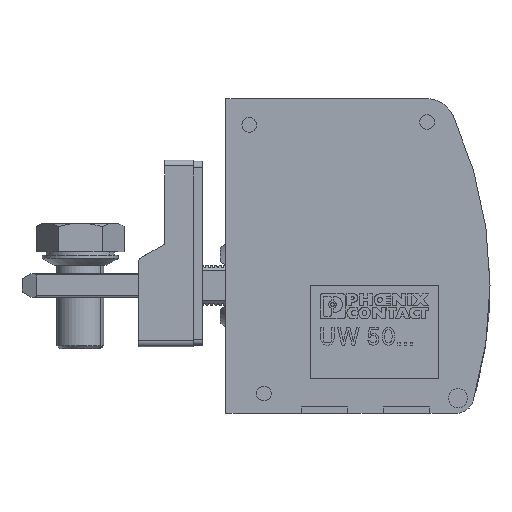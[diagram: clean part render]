
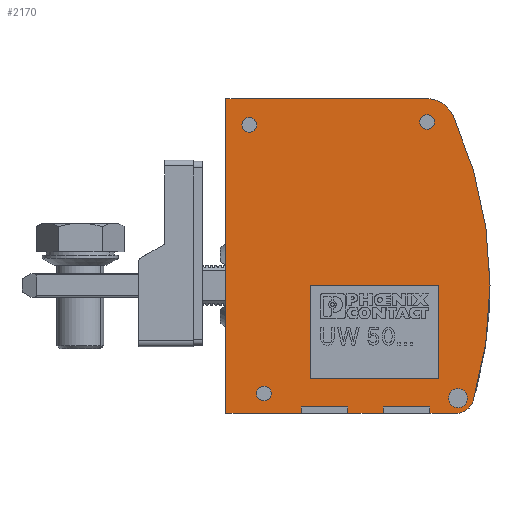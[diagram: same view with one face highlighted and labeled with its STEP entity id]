
A CAD part, left-side view. The second image highlights one B-rep face of the part: STEP entity #2170.
In plain terms, the highlighted face is planar.
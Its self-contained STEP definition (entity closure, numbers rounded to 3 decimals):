
#10=CARTESIAN_POINT('',(27.94,2.4,
-68.117));
#20=DIRECTION('',(0.,0.,-1.));
#30=DIRECTION('',(1.,0.,0.));
#40=AXIS2_PLACEMENT_3D('',#10,#20,#30);
#50=PLANE('',#40);
#60=CARTESIAN_POINT('',(2.,7.4,
-68.117));
#70=DIRECTION('',(0.,0.,1.));
#80=DIRECTION('',(-1.,0.,0.));
#90=AXIS2_PLACEMENT_3D('',#60,#70,#80);
#100=CIRCLE('',#90,70.);
#110=CARTESIAN_POINT('',(65.675,-21.677,
-68.117));
#120=VERTEX_POINT('',#110);
#130=CARTESIAN_POINT('',(69.126,27.251,
-68.117));
#140=VERTEX_POINT('',#130);
#150=EDGE_CURVE('',#120,#140,#100,.T.);
#160=ORIENTED_EDGE('',*,*,#150,.F.);
#170=CARTESIAN_POINT('',(66.25,26.4,
-68.117));
#180=DIRECTION('',(0.,0.,1.));
#190=DIRECTION('',(-1.,0.,0.));
#200=AXIS2_PLACEMENT_3D('',#170,#180,#190);
#210=CIRCLE('',#200,3.);
#220=CARTESIAN_POINT('',(66.25,29.4,
-68.117));
#230=VERTEX_POINT('',#220);
#240=EDGE_CURVE('',#140,#230,#210,.T.);
#250=ORIENTED_EDGE('',*,*,#240,.F.);
#260=CARTESIAN_POINT('',(42.517,29.4,
-68.117));
#270=DIRECTION('',(1.,0.,0.));
#280=VECTOR('',#270,1.);
#290=LINE('',#260,#280);
#300=CARTESIAN_POINT('',(61.7,29.4,
-68.117));
#310=VERTEX_POINT('',#300);
#320=EDGE_CURVE('',#310,#230,#290,.T.);
#330=ORIENTED_EDGE('',*,*,#320,.T.);
#340=CARTESIAN_POINT('',(61.7,29.35,
-68.117));
#350=DIRECTION('',(0.,-1.,0.));
#360=VECTOR('',#350,1.);
#370=LINE('',#340,#360);
#380=CARTESIAN_POINT('',(61.7,28.3,
-68.117));
#390=VERTEX_POINT('',#380);
#400=EDGE_CURVE('',#310,#390,#370,.T.);
#410=ORIENTED_EDGE('',*,*,#400,.F.);
#420=CARTESIAN_POINT('',(22.922,28.3,
-68.117));
#430=DIRECTION('',(-1.,0.,0.));
#440=VECTOR('',#430,1.);
#450=LINE('',#420,#440);
#460=CARTESIAN_POINT('',(53.7,28.3,
-68.117));
#470=VERTEX_POINT('',#460);
#480=EDGE_CURVE('',#390,#470,#450,.T.);
#490=ORIENTED_EDGE('',*,*,#480,.F.);
#500=CARTESIAN_POINT('',(53.7,29.35,
-68.117));
#510=DIRECTION('',(0.,1.,0.));
#520=VECTOR('',#510,1.);
#530=LINE('',#500,#520);
#540=CARTESIAN_POINT('',(53.7,29.4,
-68.117));
#550=VERTEX_POINT('',#540);
#560=EDGE_CURVE('',#470,#550,#530,.T.);
#570=ORIENTED_EDGE('',*,*,#560,.F.);
#580=CARTESIAN_POINT('',(42.517,29.4,
-68.117));
#590=DIRECTION('',(1.,0.,0.));
#600=VECTOR('',#590,1.);
#610=LINE('',#580,#600);
#620=CARTESIAN_POINT('',(47.6,29.4,
-68.117));
#630=VERTEX_POINT('',#620);
#640=EDGE_CURVE('',#630,#550,#610,.T.);
#650=ORIENTED_EDGE('',*,*,#640,.T.);
#660=CARTESIAN_POINT('',(47.6,29.35,
-68.117));
#670=DIRECTION('',(0.,-1.,0.));
#680=VECTOR('',#670,1.);
#690=LINE('',#660,#680);
#700=CARTESIAN_POINT('',(47.6,28.3,
-68.117));
#710=VERTEX_POINT('',#700);
#720=EDGE_CURVE('',#630,#710,#690,.T.);
#730=ORIENTED_EDGE('',*,*,#720,.F.);
#740=CARTESIAN_POINT('',(25.522,28.3,
-68.117));
#750=DIRECTION('',(-1.,0.,0.));
#760=VECTOR('',#750,1.);
#770=LINE('',#740,#760);
#780=CARTESIAN_POINT('',(39.6,28.3,
-68.117));
#790=VERTEX_POINT('',#780);
#800=EDGE_CURVE('',#710,#790,#770,.T.);
#810=ORIENTED_EDGE('',*,*,#800,.F.);
#820=CARTESIAN_POINT('',(39.6,29.35,
-68.117));
#830=DIRECTION('',(0.,1.,0.));
#840=VECTOR('',#830,1.);
#850=LINE('',#820,#840);
#860=CARTESIAN_POINT('',(39.6,29.4,
-68.117));
#870=VERTEX_POINT('',#860);
#880=EDGE_CURVE('',#790,#870,#850,.T.);
#890=ORIENTED_EDGE('',*,*,#880,.F.);
#900=CARTESIAN_POINT('',(27.517,29.4,
-68.117));
#910=DIRECTION('',(-1.,0.,0.));
#920=VECTOR('',#910,1.);
#930=LINE('',#900,#920);
#940=CARTESIAN_POINT('',(26.7,29.4,
-68.117));
#950=VERTEX_POINT('',#940);
#960=EDGE_CURVE('',#870,#950,#930,.T.);
#970=ORIENTED_EDGE('',*,*,#960,.F.);
#980=CARTESIAN_POINT('',(26.7,27.931,
-68.117));
#990=DIRECTION('',(0.,-1.,0.));
#1000=VECTOR('',#990,1.);
#1010=LINE('',#980,#1000);
#1020=CARTESIAN_POINT('',(26.7,-24.6,
-68.117));
#1030=VERTEX_POINT('',#1020);
#1040=EDGE_CURVE('',#950,#1030,#1010,.T.);
#1050=ORIENTED_EDGE('',*,*,#1040,.F.);
#1060=CARTESIAN_POINT('',(28.931,-24.6,
-68.117));
#1070=DIRECTION('',(-1.,0.,0.));
#1080=VECTOR('',#1070,1.);
#1090=LINE('',#1060,#1080);
#1100=CARTESIAN_POINT('',(61.127,-24.6,
-68.117));
#1110=VERTEX_POINT('',#1100);
#1120=EDGE_CURVE('',#1110,#1030,#1090,.T.);
#1130=ORIENTED_EDGE('',*,*,#1120,.T.);
#1140=CARTESIAN_POINT('',(61.127,-19.6,
-68.117));
#1150=DIRECTION('',(0.,0.,1.));
#1160=DIRECTION('',(-1.,-0.026,
0.));
#1170=AXIS2_PLACEMENT_3D('',#1140,#1150,#1160);
#1180=CIRCLE('',#1170,5.);
#1190=EDGE_CURVE('',#1110,#120,#1180,.T.);
#1200=ORIENTED_EDGE('',*,*,#1190,.F.);
#1210=EDGE_LOOP('',(#1200,#1130,#1050,#970,#890,#810,#730,#650,#570,#490
,#410,#330,#250,#160));
#1220=FACE_OUTER_BOUND('',#1210,.T.);
#1230=CARTESIAN_POINT('',(66.5,26.8,
-68.117));
#1240=DIRECTION('',(0.,0.,1.));
#1250=DIRECTION('',(1.,0.,0.));
#1260=AXIS2_PLACEMENT_3D('',#1230,#1240,#1250);
#1270=CIRCLE('',#1260,1.631);
#1280=CARTESIAN_POINT('',(68.131,26.8,
-68.117));
#1290=VERTEX_POINT('',#1280);
#1300=CARTESIAN_POINT('',(64.869,26.8,
-68.117));
#1310=VERTEX_POINT('',#1300);
#1320=EDGE_CURVE('',#1290,#1310,#1270,.T.);
#1330=ORIENTED_EDGE('',*,*,#1320,.T.);
#1340=EDGE_CURVE('',#1310,#1290,#1270,.T.);
#1350=ORIENTED_EDGE('',*,*,#1340,.T.);
#1360=EDGE_LOOP('',(#1350,#1330));
#1370=FACE_BOUND('',#1360,.T.);
#1380=CARTESIAN_POINT('',(30.7,-20.1,
-68.117));
#1390=DIRECTION('',(0.,0.,-1.));
#1400=DIRECTION('',(-1.,0.,0.));
#1410=AXIS2_PLACEMENT_3D('',#1380,#1390,#1400);
#1420=CIRCLE('',#1410,1.269);
#1430=CARTESIAN_POINT('',(29.431,-20.1,
-68.117));
#1440=VERTEX_POINT('',#1430);
#1450=CARTESIAN_POINT('',(31.969,-20.1,
-68.117));
#1460=VERTEX_POINT('',#1450);
#1470=EDGE_CURVE('',#1440,#1460,#1420,.T.);
#1480=ORIENTED_EDGE('',*,*,#1470,.F.);
#1490=EDGE_CURVE('',#1460,#1440,#1420,.T.);
#1500=ORIENTED_EDGE('',*,*,#1490,.F.);
#1510=EDGE_LOOP('',(#1500,#1480));
#1520=FACE_BOUND('',#1510,.T.);
#1530=CARTESIAN_POINT('',(61.2,-20.6,
-68.117));
#1540=DIRECTION('',(0.,0.,1.));
#1550=DIRECTION('',(1.,0.,0.));
#1560=AXIS2_PLACEMENT_3D('',#1530,#1540,#1550);
#1570=CIRCLE('',#1560,1.269);
#1580=CARTESIAN_POINT('',(62.469,-20.6,
-68.117));
#1590=VERTEX_POINT('',#1580);
#1600=CARTESIAN_POINT('',(59.931,-20.6,
-68.117));
#1610=VERTEX_POINT('',#1600);
#1620=EDGE_CURVE('',#1590,#1610,#1570,.T.);
#1630=ORIENTED_EDGE('',*,*,#1620,.T.);
#1640=EDGE_CURVE('',#1610,#1590,#1570,.T.);
#1650=ORIENTED_EDGE('',*,*,#1640,.T.);
#1660=EDGE_LOOP('',(#1650,#1630));
#1670=FACE_BOUND('',#1660,.T.);
#1680=CARTESIAN_POINT('',(33.2,26.,
-68.117));
#1690=DIRECTION('',(0.,0.,1.));
#1700=DIRECTION('',(1.,0.,0.));
#1710=AXIS2_PLACEMENT_3D('',#1680,#1690,#1700);
#1720=CIRCLE('',#1710,1.269);
#1730=CARTESIAN_POINT('',(34.469,26.,
-68.117));
#1740=VERTEX_POINT('',#1730);
#1750=CARTESIAN_POINT('',(31.931,26.,
-68.117));
#1760=VERTEX_POINT('',#1750);
#1770=EDGE_CURVE('',#1740,#1760,#1720,.T.);
#1780=ORIENTED_EDGE('',*,*,#1770,.T.);
#1790=EDGE_CURVE('',#1760,#1740,#1720,.T.);
#1800=ORIENTED_EDGE('',*,*,#1790,.T.);
#1810=EDGE_LOOP('',(#1800,#1780));
#1820=FACE_BOUND('',#1810,.T.);
#1830=CARTESIAN_POINT('',(27.94,7.4,
-68.117));
#1840=DIRECTION('',(-1.,0.,0.));
#1850=VECTOR('',#1840,1.);
#1860=LINE('',#1830,#1850);
#1870=CARTESIAN_POINT('',(63.2,7.4,
-68.117));
#1880=VERTEX_POINT('',#1870);
#1890=CARTESIAN_POINT('',(41.2,7.4,
-68.117));
#1900=VERTEX_POINT('',#1890);
#1910=EDGE_CURVE('',#1880,#1900,#1860,.T.);
#1920=ORIENTED_EDGE('',*,*,#1910,.F.);
#1930=CARTESIAN_POINT('',(41.2,2.4,
-68.117));
#1940=DIRECTION('',(0.,1.,0.));
#1950=VECTOR('',#1940,1.);
#1960=LINE('',#1930,#1950);
#1970=CARTESIAN_POINT('',(41.2,23.4,
-68.117));
#1980=VERTEX_POINT('',#1970);
#1990=EDGE_CURVE('',#1900,#1980,#1960,.T.);
#2000=ORIENTED_EDGE('',*,*,#1990,.F.);
#2010=CARTESIAN_POINT('',(27.94,23.4,
-68.117));
#2020=DIRECTION('',(1.,0.,0.));
#2030=VECTOR('',#2020,1.);
#2040=LINE('',#2010,#2030);
#2050=CARTESIAN_POINT('',(63.2,23.4,
-68.117));
#2060=VERTEX_POINT('',#2050);
#2070=EDGE_CURVE('',#1980,#2060,#2040,.T.);
#2080=ORIENTED_EDGE('',*,*,#2070,.F.);
#2090=CARTESIAN_POINT('',(63.2,2.4,
-68.117));
#2100=DIRECTION('',(0.,-1.,0.));
#2110=VECTOR('',#2100,1.);
#2120=LINE('',#2090,#2110);
#2130=EDGE_CURVE('',#2060,#1880,#2120,.T.);
#2140=ORIENTED_EDGE('',*,*,#2130,.F.);
#2150=EDGE_LOOP('',(#2140,#2080,#2000,#1920));
#2160=FACE_BOUND('',#2150,.T.);
#2170=ADVANCED_FACE('',(#1220,#1370,#1520,#1670,#1820,#2160),#50,.T.);
